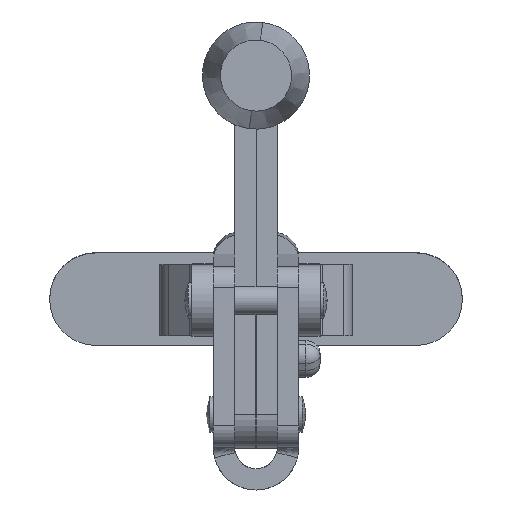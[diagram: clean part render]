
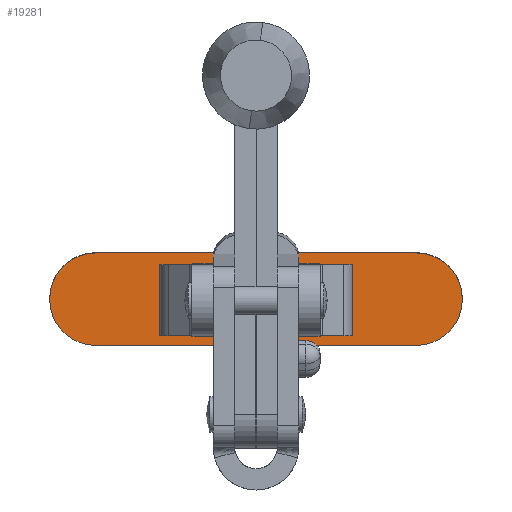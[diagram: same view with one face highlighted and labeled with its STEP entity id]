
A CAD part, front view. The second image highlights one B-rep face of the part: STEP entity #19281.
In plain terms, the highlighted face is planar.
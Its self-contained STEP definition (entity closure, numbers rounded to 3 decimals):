
#721 = CARTESIAN_POINT ( 'NONE',  ( -22.5, 0., 0. ) ) ;
#722 = DIRECTION ( 'NONE',  ( 0., 0., 1. ) ) ;
#723 = DIRECTION ( 'NONE',  ( 1., 0., 0. ) ) ;
#731 = CARTESIAN_POINT ( 'NONE',  ( -22.5, 0., 0. ) ) ;
#732 = DIRECTION ( 'NONE',  ( 0., 0., 1. ) ) ;
#733 = DIRECTION ( 'NONE',  ( 1., 0., 0. ) ) ;
#736 = CARTESIAN_POINT ( 'NONE',  ( -22.5, -6.5, 0. ) ) ;
#737 = DIRECTION ( 'NONE',  ( 1., 0., 0. ) ) ;
#747 = CARTESIAN_POINT ( 'NONE',  ( 22.5, 0., 0. ) ) ;
#748 = DIRECTION ( 'NONE',  ( 0., 0., 1. ) ) ;
#749 = DIRECTION ( 'NONE',  ( 1., 0., 0. ) ) ;
#750 = CARTESIAN_POINT ( 'NONE',  ( -22.5, 6.5, 0. ) ) ;
#751 = DIRECTION ( 'NONE',  ( -1., 0., 0. ) ) ;
#757 = CARTESIAN_POINT ( 'NONE',  ( 3., -5., 0. ) ) ;
#758 = CARTESIAN_POINT ( 'NONE',  ( -3., 5., 0. ) ) ;
#762 = CARTESIAN_POINT ( 'NONE',  ( 3., 5., 0. ) ) ;
#763 = CARTESIAN_POINT ( 'NONE',  ( 3., 5., 0. ) ) ;
#764 = DIRECTION ( 'NONE',  ( 1., 0., 0. ) ) ;
#765 = DIRECTION ( 'NONE',  ( 0., 1., 0. ) ) ;
#766 = DIRECTION ( 'NONE',  ( -1., 0., 0. ) ) ;
#767 = DIRECTION ( 'NONE',  ( 0., -1., 0. ) ) ;
#3229 = AXIS2_PLACEMENT_3D ( 'NONE', #721, #722, #723 ) ;
#3231 = AXIS2_PLACEMENT_3D ( 'NONE', #731, #732, #733 ) ;
#3233 = AXIS2_PLACEMENT_3D ( 'NONE', #747, #748, #749 ) ;
#3739 = VERTEX_POINT ( 'NONE', #9233 ) ;
#3757 = VERTEX_POINT ( 'NONE', #9259 ) ;
#3761 = VERTEX_POINT ( 'NONE', #9267 ) ;
#3793 = VERTEX_POINT ( 'NONE', #9326 ) ;
#3797 = VERTEX_POINT ( 'NONE', #9333 ) ;
#3810 = VERTEX_POINT ( 'NONE', #9358 ) ;
#3812 = VERTEX_POINT ( 'NONE', #9361 ) ;
#3814 = VERTEX_POINT ( 'NONE', #9365 ) ;
#3819 = VERTEX_POINT ( 'NONE', #9374 ) ;
#3976 = ORIENTED_EDGE ( 'NONE', *, *, #23164, .F. ) ;
#3977 = ORIENTED_EDGE ( 'NONE', *, *, #23167, .F. ) ;
#3978 = ORIENTED_EDGE ( 'NONE', *, *, #23169, .F. ) ;
#3979 = ORIENTED_EDGE ( 'NONE', *, *, #23171, .F. ) ;
#3980 = ORIENTED_EDGE ( 'NONE', *, *, #23137, .F. ) ;
#3981 = ORIENTED_EDGE ( 'NONE', *, *, #23154, .F. ) ;
#3982 = ORIENTED_EDGE ( 'NONE', *, *, #23149, .F. ) ;
#3983 = ORIENTED_EDGE ( 'NONE', *, *, #23143, .F. ) ;
#3984 = ORIENTED_EDGE ( 'NONE', *, *, #23128, .F. ) ;
#7484 = CARTESIAN_POINT ( 'NONE',  ( -22.5, 0., 0. ) ) ;
#7488 = PLANE ( 'NONE',  #24235 ) ;
#7493 = DIRECTION ( 'NONE',  ( 0., 0., 1. ) ) ;
#7494 = DIRECTION ( 'NONE',  ( 1., 0., 0. ) ) ;
#9233 = CARTESIAN_POINT ( 'NONE',  ( 3., 5., 0. ) ) ;
#9259 = CARTESIAN_POINT ( 'NONE',  ( -3., -5., 0. ) ) ;
#9267 = CARTESIAN_POINT ( 'NONE',  ( -3., 5., 0. ) ) ;
#9326 = CARTESIAN_POINT ( 'NONE',  ( 3., -5., 0. ) ) ;
#9333 = CARTESIAN_POINT ( 'NONE',  ( 22.5, -6.5, 0. ) ) ;
#9358 = CARTESIAN_POINT ( 'NONE',  ( -22.5, -6.5, 0. ) ) ;
#9361 = CARTESIAN_POINT ( 'NONE',  ( -29., 0., 0. ) ) ;
#9365 = CARTESIAN_POINT ( 'NONE',  ( -22.5, 6.5, 0. ) ) ;
#9374 = CARTESIAN_POINT ( 'NONE',  ( 22.5, 6.5, 0. ) ) ;
#18185 = FACE_BOUND ( 'NONE', #20515, .T. ) ;
#18198 = FACE_OUTER_BOUND ( 'NONE', #20526, .T. ) ;
#19281 = ADVANCED_FACE ( 'NONE', ( #18185, #18198 ), #7488, .F. ) ;
#20515 = EDGE_LOOP ( 'NONE', ( #3976, #3977, #3978, #3979 ) ) ;
#20526 = EDGE_LOOP ( 'NONE', ( #3980, #3981, #3982, #3983, #3984 ) ) ;
#23128 = EDGE_CURVE ( 'NONE', #3812, #3810, #23536, .T. ) ;
#23137 = EDGE_CURVE ( 'NONE', #3814, #3812, #23547, .T. ) ;
#23143 = EDGE_CURVE ( 'NONE', #3810, #3797, #23556, .T. ) ;
#23149 = EDGE_CURVE ( 'NONE', #3797, #3819, #23568, .T. ) ;
#23154 = EDGE_CURVE ( 'NONE', #3819, #3814, #23571, .T. ) ;
#23164 = EDGE_CURVE ( 'NONE', #3761, #3739, #23586, .T. ) ;
#23167 = EDGE_CURVE ( 'NONE', #3757, #3761, #23564, .T. ) ;
#23169 = EDGE_CURVE ( 'NONE', #3793, #3757, #23590, .T. ) ;
#23171 = EDGE_CURVE ( 'NONE', #3739, #3793, #23594, .T. ) ;
#23536 = CIRCLE ( 'NONE', #3229, 6.5 ) ;
#23547 = CIRCLE ( 'NONE', #3231, 6.5 ) ;
#23556 = LINE ( 'NONE', #736, #23562 ) ;
#23562 = VECTOR ( 'NONE', #737, 1000. ) ;
#23564 = LINE ( 'NONE', #758, #23596 ) ;
#23568 = CIRCLE ( 'NONE', #3233, 6.5 ) ;
#23571 = LINE ( 'NONE', #750, #23577 ) ;
#23577 = VECTOR ( 'NONE', #751, 1000. ) ;
#23586 = LINE ( 'NONE', #762, #23592 ) ;
#23590 = LINE ( 'NONE', #757, #23600 ) ;
#23592 = VECTOR ( 'NONE', #764, 1000. ) ;
#23594 = LINE ( 'NONE', #763, #23603 ) ;
#23596 = VECTOR ( 'NONE', #765, 1000. ) ;
#23600 = VECTOR ( 'NONE', #766, 1000. ) ;
#23603 = VECTOR ( 'NONE', #767, 1000. ) ;
#24235 = AXIS2_PLACEMENT_3D ( 'NONE', #7484, #7493, #7494 ) ;
